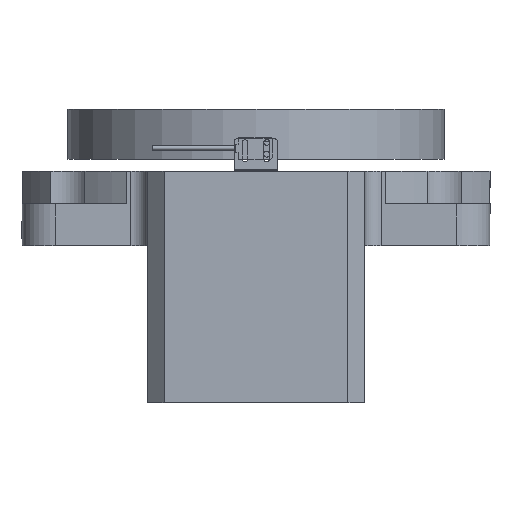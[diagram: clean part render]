
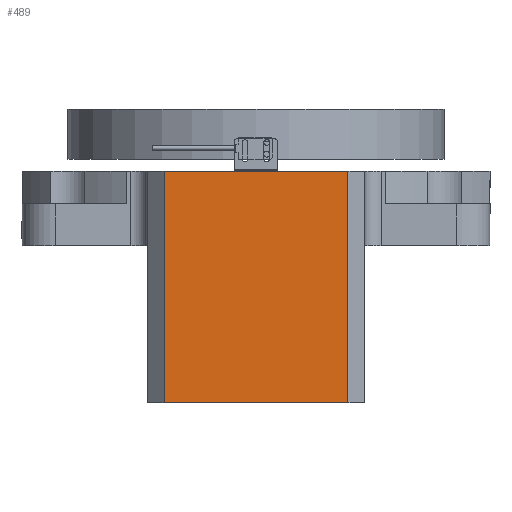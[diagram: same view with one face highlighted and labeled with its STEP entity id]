
A CAD part, front view. The second image highlights one B-rep face of the part: STEP entity #489.
In plain terms, the highlighted planar face has unit normal (0, -1, 0).
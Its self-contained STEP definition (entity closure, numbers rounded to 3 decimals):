
#103 = CARTESIAN_POINT ( 'NONE',  ( -55., -206.5, -94. ) ) ;
#489 = ADVANCED_FACE ( 'NONE', ( #8044 ), #8834, .F. ) ;
#538 = VERTEX_POINT ( 'NONE', #5651 ) ;
#763 = VECTOR ( 'NONE', #7401, 1000. ) ;
#1306 = LINE ( 'NONE', #6293, #5755 ) ;
#1695 = EDGE_LOOP ( 'NONE', ( #10381, #4178, #7384, #2953 ) ) ;
#2386 = CARTESIAN_POINT ( 'NONE',  ( -55., -206.5, 81.5 ) ) ;
#2953 = ORIENTED_EDGE ( 'NONE', *, *, #5267, .F. ) ;
#3123 = DIRECTION ( 'NONE',  ( 0., 1., 0. ) ) ;
#3832 = CARTESIAN_POINT ( 'NONE',  ( 55., -206.5, -94. ) ) ;
#3964 = EDGE_CURVE ( 'NONE', #538, #8983, #4667, .T. ) ;
#4135 = VECTOR ( 'NONE', #9835, 1000. ) ;
#4178 = ORIENTED_EDGE ( 'NONE', *, *, #6020, .T. ) ;
#4667 = LINE ( 'NONE', #3832, #10096 ) ;
#5267 = EDGE_CURVE ( 'NONE', #7004, #538, #9810, .T. ) ;
#5651 = CARTESIAN_POINT ( 'NONE',  ( 55., -206.5, -94. ) ) ;
#5755 = VECTOR ( 'NONE', #7750, 1000. ) ;
#6020 = EDGE_CURVE ( 'NONE', #7661, #8983, #6038, .T. ) ;
#6038 = LINE ( 'NONE', #6621, #4135 ) ;
#6293 = CARTESIAN_POINT ( 'NONE',  ( -55., -206.5, 44.5 ) ) ;
#6621 = CARTESIAN_POINT ( 'NONE',  ( -55., -206.5, 81.5 ) ) ;
#7004 = VERTEX_POINT ( 'NONE', #7696 ) ;
#7384 = ORIENTED_EDGE ( 'NONE', *, *, #3964, .F. ) ;
#7401 = DIRECTION ( 'NONE',  ( 0., 0., -1. ) ) ;
#7661 = VERTEX_POINT ( 'NONE', #10344 ) ;
#7696 = CARTESIAN_POINT ( 'NONE',  ( 55., -206.5, 44.5 ) ) ;
#7750 = DIRECTION ( 'NONE',  ( 1., 0., 0. ) ) ;
#8044 = FACE_OUTER_BOUND ( 'NONE', #1695, .T. ) ;
#8150 = CARTESIAN_POINT ( 'NONE',  ( 55., -206.5, 81.5 ) ) ;
#8834 = PLANE ( 'NONE',  #9082 ) ;
#8983 = VERTEX_POINT ( 'NONE', #103 ) ;
#9082 = AXIS2_PLACEMENT_3D ( 'NONE', #2386, #3123, #9761 ) ;
#9242 = EDGE_CURVE ( 'NONE', #7661, #7004, #1306, .T. ) ;
#9761 = DIRECTION ( 'NONE',  ( -1., 0., 0. ) ) ;
#9810 = LINE ( 'NONE', #8150, #763 ) ;
#9835 = DIRECTION ( 'NONE',  ( 0., 0., -1. ) ) ;
#10096 = VECTOR ( 'NONE', #10212, 1000. ) ;
#10212 = DIRECTION ( 'NONE',  ( -1., 0., 0. ) ) ;
#10344 = CARTESIAN_POINT ( 'NONE',  ( -55., -206.5, 44.5 ) ) ;
#10381 = ORIENTED_EDGE ( 'NONE', *, *, #9242, .F. ) ;
